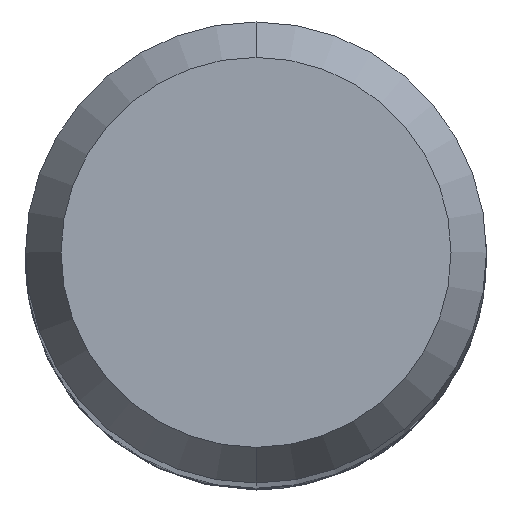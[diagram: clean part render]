
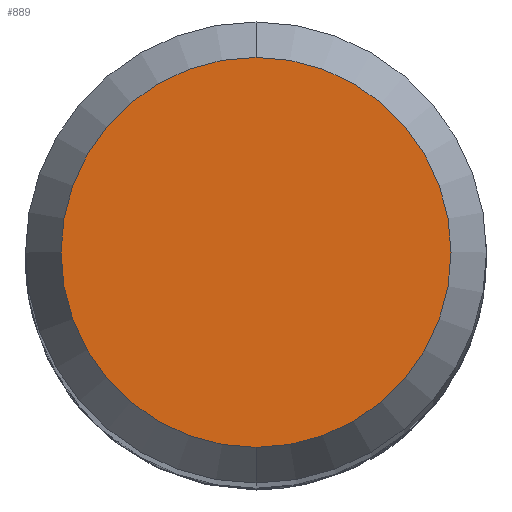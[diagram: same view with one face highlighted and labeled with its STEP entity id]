
A CAD part, top view. The second image highlights one B-rep face of the part: STEP entity #889.
In plain terms, the highlighted planar face has unit normal (0, 0, 1).
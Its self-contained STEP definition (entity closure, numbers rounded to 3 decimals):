
#607=EDGE_CURVE('',#1099,#731,#1543,.T.);
#731=VERTEX_POINT('',#1676);
#889=ADVANCED_FACE('',(#1852),#1853,.T.);
#899=EDGE_CURVE('',#731,#1099,#1863,.T.);
#1099=VERTEX_POINT('',#2079);
#1543=CIRCLE('',#3423,2.538);
#1676=CARTESIAN_POINT('',(0.0,2.538,0.0));
#1852=FACE_OUTER_BOUND('',#6850,.T.);
#1853=PLANE('',#6851);
#1863=CIRCLE('',#6884,2.538);
#2079=CARTESIAN_POINT('',(0.,-2.538,0.0));
#3423=AXIS2_PLACEMENT_3D('',#12798,#12799,#12800);
#6850=EDGE_LOOP('',(#13123,#13124));
#6851=AXIS2_PLACEMENT_3D('',#13125,#13126,#13127);
#6884=AXIS2_PLACEMENT_3D('',#13129,#13130,#13131);
#12798=CARTESIAN_POINT('',(0.0,0.0,0.0));
#12799=DIRECTION('',(0.0,0.0,-1.0));
#12800=DIRECTION('',(0.0,1.0,0.0));
#13123=ORIENTED_EDGE('',*,*,#899,.F.);
#13124=ORIENTED_EDGE('',*,*,#607,.F.);
#13125=CARTESIAN_POINT('',(0.0,1.269,0.0));
#13126=DIRECTION('',(-0.0,0.0,1.0));
#13127=DIRECTION('',(0.0,-1.0,0.0));
#13129=CARTESIAN_POINT('',(0.0,0.0,0.0));
#13130=DIRECTION('',(0.0,0.0,-1.0));
#13131=DIRECTION('',(0.0,1.0,0.0));
